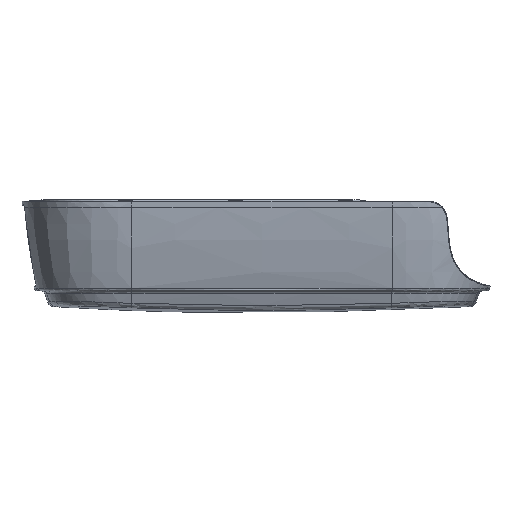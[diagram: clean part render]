
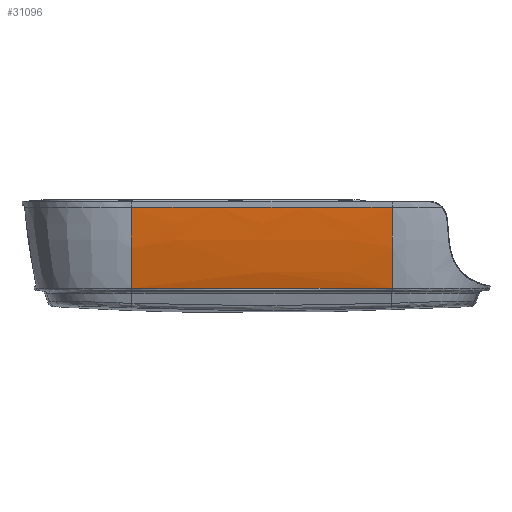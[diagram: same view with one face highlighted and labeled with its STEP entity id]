
A CAD part, left-side view. The second image highlights one B-rep face of the part: STEP entity #31096.
In plain terms, the highlighted free-form (B-spline) face has degree [5, 5] with [6, 7] control points.
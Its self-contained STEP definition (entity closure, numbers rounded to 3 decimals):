
#4196=CARTESIAN_POINT('',(-70.983,-76.209,
-24.842));
#8801=CARTESIAN_POINT('',(-70.983,42.309,
-24.842));
#8802=CARTESIAN_POINT('',(-73.826,42.786,
-12.679));
#8803=CARTESIAN_POINT('',(-75.766,42.309,
-0.421));
#8804=CARTESIAN_POINT('',(-76.525,42.343,12.));
#9071=CARTESIAN_POINT('',(-70.983,-76.209,
-24.842));
#9072=CARTESIAN_POINT('',(-71.135,-66.191,
-24.842));
#9073=CARTESIAN_POINT('',(-71.357,-46.341,
-24.853));
#9074=CARTESIAN_POINT('',(-71.468,-16.95,
-24.848));
#9075=CARTESIAN_POINT('',(-71.357,12.441,
-24.853));
#9076=CARTESIAN_POINT('',(-71.135,32.291,
-24.842));
#9077=CARTESIAN_POINT('',(-70.983,42.309,
-24.842));
#9079=CARTESIAN_POINT('',(-70.983,-76.209,
-24.842));
#9080=CARTESIAN_POINT('',(-73.826,-76.686,
-12.679));
#9081=CARTESIAN_POINT('',(-75.766,-76.209,
-0.421));
#9082=CARTESIAN_POINT('',(-76.525,-76.243,
12.));
#9089=CARTESIAN_POINT('',(3905.763,-16.95,11.996));
#9090=DIRECTION('',(0.,0.,1.));
#9091=DIRECTION('',(-1.,0.015,0.));
#9092=AXIS2_PLACEMENT_3D('',#9089,#9090,#9091);
#15392=CARTESIAN_POINT('',(-76.525,42.343,
11.996));
#15393=CARTESIAN_POINT('',(-76.525,-76.243,
11.996));
#15394=VERTEX_POINT('',#15392);
#15395=VERTEX_POINT('',#15393);
#15452=VERTEX_POINT('',#4196);
#15454=VERTEX_POINT('',#9077);
#31046=CARTESIAN_POINT('',(-70.691,43.445,
-26.));
#31047=CARTESIAN_POINT('',(-70.878,31.175,
-26.));
#31048=CARTESIAN_POINT('',(-71.154,6.871,
-26.));
#31049=CARTESIAN_POINT('',(-71.236,-16.95,
-26.));
#31050=CARTESIAN_POINT('',(-71.154,-40.771,
-26.));
#31051=CARTESIAN_POINT('',(-70.878,-65.075,
-26.));
#31052=CARTESIAN_POINT('',(-70.691,-77.346,
-26.));
#31053=CARTESIAN_POINT('',(-72.502,43.779,
-18.401));
#31054=CARTESIAN_POINT('',(-72.712,31.531,
-18.401));
#31055=CARTESIAN_POINT('',(-73.027,7.161,
-18.401));
#31056=CARTESIAN_POINT('',(-73.128,-16.95,
-18.401));
#31057=CARTESIAN_POINT('',(-73.027,-41.062,
-18.401));
#31058=CARTESIAN_POINT('',(-72.712,-65.432,
-18.401));
#31059=CARTESIAN_POINT('',(-72.502,-77.68,
-18.401));
#31060=CARTESIAN_POINT('',(-74.021,43.791,
-10.771));
#31061=CARTESIAN_POINT('',(-74.232,31.585,
-10.767));
#31062=CARTESIAN_POINT('',(-74.548,7.242,
-10.762));
#31063=CARTESIAN_POINT('',(-74.651,-16.95,
-10.766));
#31064=CARTESIAN_POINT('',(-74.547,-41.143,
-10.762));
#31065=CARTESIAN_POINT('',(-74.232,-65.485,
-10.767));
#31066=CARTESIAN_POINT('',(-74.021,-77.692,
-10.771));
#31067=CARTESIAN_POINT('',(-75.227,43.627,
-3.106));
#31068=CARTESIAN_POINT('',(-75.423,31.48,
-3.095));
#31069=CARTESIAN_POINT('',(-75.716,7.224,
-3.084));
#31070=CARTESIAN_POINT('',(-75.811,-16.95,
-3.094));
#31071=CARTESIAN_POINT('',(-75.715,-41.124,
-3.084));
#31072=CARTESIAN_POINT('',(-75.422,-65.38,
-3.095));
#31073=CARTESIAN_POINT('',(-75.227,-77.528,
-3.106));
#31074=CARTESIAN_POINT('',(-76.07,43.479,
4.608));
#31075=CARTESIAN_POINT('',(-76.253,31.439,
4.618));
#31076=CARTESIAN_POINT('',(-76.528,7.303,
4.628));
#31077=CARTESIAN_POINT('',(-76.622,-16.95,
4.619));
#31078=CARTESIAN_POINT('',(-76.527,-41.203,
4.628));
#31079=CARTESIAN_POINT('',(-76.253,-65.34,
4.618));
#31080=CARTESIAN_POINT('',(-76.07,-77.38,
4.608));
#31081=CARTESIAN_POINT('',(-76.53,43.492,
12.375));
#31082=CARTESIAN_POINT('',(-76.711,31.608,
12.374));
#31083=CARTESIAN_POINT('',(-76.985,7.588,
12.373));
#31084=CARTESIAN_POINT('',(-77.088,-16.95,
12.374));
#31085=CARTESIAN_POINT('',(-76.984,-41.488,
12.373));
#31086=CARTESIAN_POINT('',(-76.71,-65.509,
12.374));
#31087=CARTESIAN_POINT('',(-76.53,-77.392,
12.375));
#31088=B_SPLINE_SURFACE_WITH_KNOTS('',5,5,((#31046,#31047,#31048,#31049,#31050,
#31051,#31052),(#31053,#31054,#31055,#31056,#31057,#31058,#31059),(#31060,
#31061,#31062,#31063,#31064,#31065,#31066),(#31067,#31068,#31069,#31070,#31071,
#31072,#31073),(#31074,#31075,#31076,#31077,#31078,#31079,#31080),(#31081,
#31082,#31083,#31084,#31085,#31086,#31087)),.UNSPECIFIED.,.F.,.F.,.F.,(6,6),(6,
1,6),(0.,1.01),(0.66,0.75,
0.84),.UNSPECIFIED.);
#31089=ORIENTED_EDGE('',*,*,#31039,.T.);
#31090=ORIENTED_EDGE('',*,*,#29947,.T.);
#31092=ORIENTED_EDGE('',*,*,#31091,.T.);
#31093=ORIENTED_EDGE('',*,*,#23489,.F.);
#31094=EDGE_LOOP('',(#31089,#31090,#31092,#31093));
#31095=FACE_OUTER_BOUND('',#31094,.F.);
#31096=ADVANCED_FACE('',(#31095),#31088,.F.);
#8805=B_SPLINE_CURVE_WITH_KNOTS('',3,(#8801,#8802,#8803,#8804),.UNSPECIFIED.,
.F.,.F.,(4,4),(0.,1.),.UNSPECIFIED.);
#9078=B_SPLINE_CURVE_WITH_KNOTS('',3,(#9071,#9072,#9073,#9074,#9075,#9076,
#9077),.UNSPECIFIED.,.F.,.F.,(4,1,1,1,4),(0.,0.25,0.5,0.75,1.),
.UNSPECIFIED.);
#9083=B_SPLINE_CURVE_WITH_KNOTS('',3,(#9079,#9080,#9081,#9082),.UNSPECIFIED.,
.F.,.F.,(4,4),(0.,1.),.UNSPECIFIED.);
#9093=CIRCLE('',#9092,3982.73);
#23489=EDGE_CURVE('',#15452,#15395,#9083,.T.);
#29947=EDGE_CURVE('',#15454,#15394,#8805,.T.);
#31039=EDGE_CURVE('',#15452,#15454,#9078,.T.);
#31091=EDGE_CURVE('',#15394,#15395,#9093,.T.);
